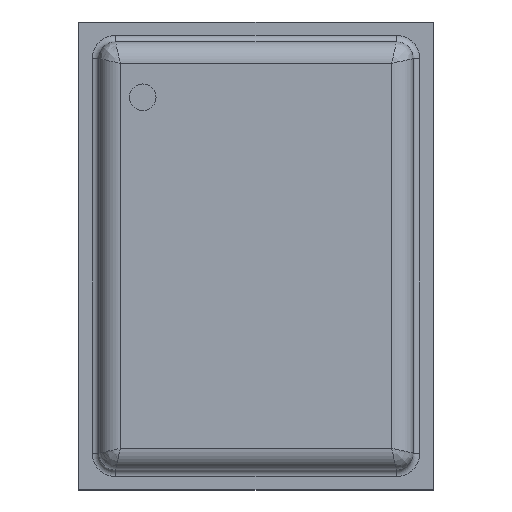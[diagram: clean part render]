
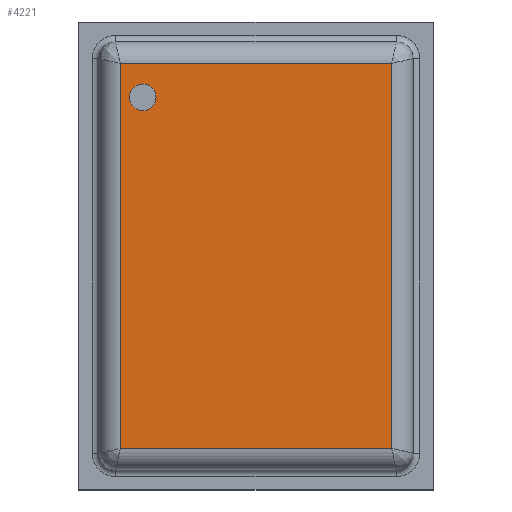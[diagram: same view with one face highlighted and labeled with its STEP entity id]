
A CAD part, top view. The second image highlights one B-rep face of the part: STEP entity #4221.
In plain terms, the highlighted planar face has unit normal (0, 0, 1).
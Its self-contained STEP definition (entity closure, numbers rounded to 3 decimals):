
#99 = VERTEX_POINT ( 'NONE', #4877 ) ;
#114 = EDGE_LOOP ( 'NONE', ( #2411, #3936, #2092, #804 ) ) ;
#309 = LINE ( 'NONE', #1197, #5320 ) ;
#422 = VERTEX_POINT ( 'NONE', #5273 ) ;
#469 = EDGE_LOOP ( 'NONE', ( #4977, #1910 ) ) ;
#765 = VECTOR ( 'NONE', #6033, 1000. ) ;
#804 = ORIENTED_EDGE ( 'NONE', *, *, #3490, .T. ) ;
#810 = CARTESIAN_POINT ( 'NONE',  ( -0.847, 1.186, 0.75 ) ) ;
#890 = DIRECTION ( 'NONE',  ( 0., 0., 1. ) ) ;
#934 = DIRECTION ( 'NONE',  ( 1., 0., 0. ) ) ;
#1031 = CARTESIAN_POINT ( 'NONE',  ( -0.747, 1.186, 0.75 ) ) ;
#1197 = CARTESIAN_POINT ( 'NONE',  ( 1.015, 0., 0.75 ) ) ;
#1243 = EDGE_CURVE ( 'NONE', #4587, #3697, #309, .T. ) ;
#1322 = DIRECTION ( 'NONE',  ( 0., 1., 0. ) ) ;
#1357 = PLANE ( 'NONE',  #4278 ) ;
#1589 = CARTESIAN_POINT ( 'NONE',  ( 0., 0., 0.75 ) ) ;
#1651 = EDGE_CURVE ( 'NONE', #422, #4507, #2260, .T. ) ;
#1695 = VECTOR ( 'NONE', #5140, 1000. ) ;
#1910 = ORIENTED_EDGE ( 'NONE', *, *, #1651, .F. ) ;
#2092 = ORIENTED_EDGE ( 'NONE', *, *, #4396, .T. ) ;
#2260 = CIRCLE ( 'NONE', #2791, 0.1 ) ;
#2411 = ORIENTED_EDGE ( 'NONE', *, *, #4826, .T. ) ;
#2438 = VECTOR ( 'NONE', #2521, 1000. ) ;
#2467 = CARTESIAN_POINT ( 'NONE',  ( -0.847, 1.186, 0.75 ) ) ;
#2521 = DIRECTION ( 'NONE',  ( -1., 0., 0. ) ) ;
#2541 = CIRCLE ( 'NONE', #4767, 0.1 ) ;
#2731 = LINE ( 'NONE', #3242, #1695 ) ;
#2791 = AXIS2_PLACEMENT_3D ( 'NONE', #810, #4768, #934 ) ;
#3242 = CARTESIAN_POINT ( 'NONE',  ( -1.015, -1.475, 0.75 ) ) ;
#3490 = EDGE_CURVE ( 'NONE', #5489, #99, #2731, .T. ) ;
#3697 = VERTEX_POINT ( 'NONE', #6226 ) ;
#3757 = CARTESIAN_POINT ( 'NONE',  ( 1.015, -1.44, 0.75 ) ) ;
#3936 = ORIENTED_EDGE ( 'NONE', *, *, #1243, .T. ) ;
#4012 = CARTESIAN_POINT ( 'NONE',  ( -1.015, 1.44, 0.75 ) ) ;
#4098 = CARTESIAN_POINT ( 'NONE',  ( 1.05, -1.44, 0.75 ) ) ;
#4191 = FACE_BOUND ( 'NONE', #469, .T. ) ;
#4221 = ADVANCED_FACE ( 'NONE', ( #4191, #6187 ), #1357, .T. ) ;
#4278 = AXIS2_PLACEMENT_3D ( 'NONE', #1589, #4933, #5498 ) ;
#4396 = EDGE_CURVE ( 'NONE', #3697, #5489, #5459, .T. ) ;
#4480 = CARTESIAN_POINT ( 'NONE',  ( 0., 1.44, 0.75 ) ) ;
#4507 = VERTEX_POINT ( 'NONE', #1031 ) ;
#4587 = VERTEX_POINT ( 'NONE', #3757 ) ;
#4767 = AXIS2_PLACEMENT_3D ( 'NONE', #2467, #890, #4812 ) ;
#4768 = DIRECTION ( 'NONE',  ( 0., 0., 1. ) ) ;
#4812 = DIRECTION ( 'NONE',  ( 1., 0., 0. ) ) ;
#4826 = EDGE_CURVE ( 'NONE', #99, #4587, #5165, .T. ) ;
#4877 = CARTESIAN_POINT ( 'NONE',  ( -1.015, -1.44, 0.75 ) ) ;
#4933 = DIRECTION ( 'NONE',  ( 0., 0., 1. ) ) ;
#4977 = ORIENTED_EDGE ( 'NONE', *, *, #5447, .F. ) ;
#5140 = DIRECTION ( 'NONE',  ( 0., -1., 0. ) ) ;
#5165 = LINE ( 'NONE', #4098, #765 ) ;
#5273 = CARTESIAN_POINT ( 'NONE',  ( -0.947, 1.186, 0.75 ) ) ;
#5320 = VECTOR ( 'NONE', #1322, 1000. ) ;
#5447 = EDGE_CURVE ( 'NONE', #4507, #422, #2541, .T. ) ;
#5459 = LINE ( 'NONE', #4480, #2438 ) ;
#5489 = VERTEX_POINT ( 'NONE', #4012 ) ;
#5498 = DIRECTION ( 'NONE',  ( 1., 0., 0. ) ) ;
#6033 = DIRECTION ( 'NONE',  ( 1., 0., 0. ) ) ;
#6187 = FACE_OUTER_BOUND ( 'NONE', #114, .T. ) ;
#6226 = CARTESIAN_POINT ( 'NONE',  ( 1.015, 1.44, 0.75 ) ) ;
